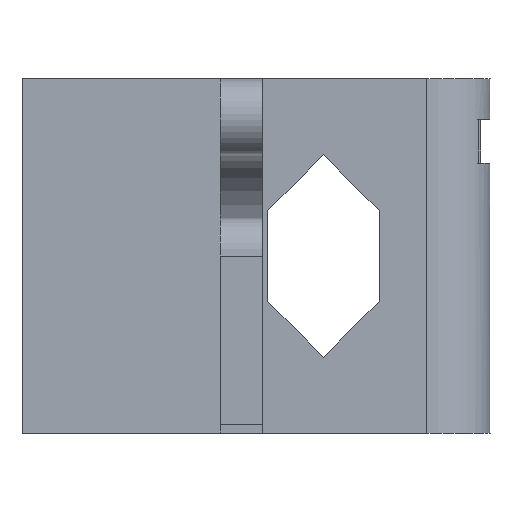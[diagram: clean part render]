
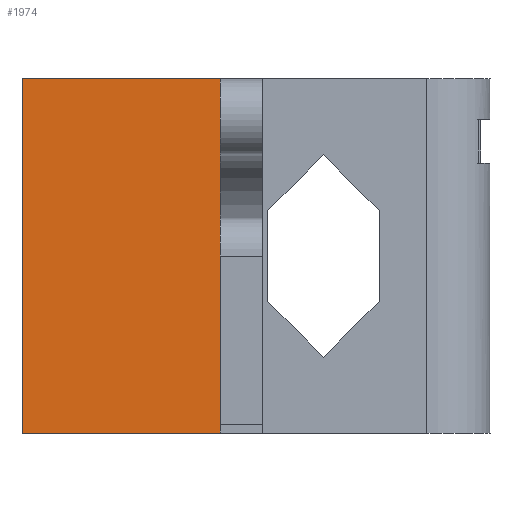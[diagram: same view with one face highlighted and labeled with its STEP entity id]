
A CAD part, front view. The second image highlights one B-rep face of the part: STEP entity #1974.
In plain terms, the highlighted planar face has unit normal (0, -1, 0).
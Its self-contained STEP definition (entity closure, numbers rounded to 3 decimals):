
#55 = PLANE('',#56);
#56 = AXIS2_PLACEMENT_3D('',#57,#58,#59);
#57 = CARTESIAN_POINT('',(-10.7,-8.25,0.));
#58 = DIRECTION('',(-0.,-0.,1.));
#59 = DIRECTION('',(-1.,0.,-0.));
#111 = PLANE('',#112);
#112 = AXIS2_PLACEMENT_3D('',#113,#114,#115);
#113 = CARTESIAN_POINT('',(2.561,-10.803,42.));
#114 = DIRECTION('',(0.,0.,-1.));
#115 = DIRECTION('',(-0.,-1.,0.));
#1844 = PLANE('',#1845);
#1845 = AXIS2_PLACEMENT_3D('',#1846,#1847,#1848);
#1846 = CARTESIAN_POINT('',(-23.5,-8.25,0.));
#1847 = DIRECTION('',(-1.,-0.,-0.));
#1848 = DIRECTION('',(0.,1.,0.));
#1904 = VERTEX_POINT('',#1905);
#1905 = CARTESIAN_POINT('',(-23.5,-11.75,42.));
#1926 = EDGE_CURVE('',#1927,#1904,#1929,.T.);
#1927 = VERTEX_POINT('',#1928);
#1928 = CARTESIAN_POINT('',(-23.5,-11.75,0.));
#1929 = SURFACE_CURVE('',#1930,(#1934,#1941),.PCURVE_S1.);
#1930 = LINE('',#1931,#1932);
#1931 = CARTESIAN_POINT('',(-23.5,-11.75,0.));
#1932 = VECTOR('',#1933,1.);
#1933 = DIRECTION('',(0.,0.,1.));
#1934 = PCURVE('',#1844,#1935);
#1935 = DEFINITIONAL_REPRESENTATION('',(#1936),#1940);
#1936 = LINE('',#1937,#1938);
#1937 = CARTESIAN_POINT('',(-3.5,0.));
#1938 = VECTOR('',#1939,1.);
#1939 = DIRECTION('',(-0.,-1.));
#1940 = ( GEOMETRIC_REPRESENTATION_CONTEXT(2) 
PARAMETRIC_REPRESENTATION_CONTEXT() REPRESENTATION_CONTEXT('2D SPACE',''
  ) );
#1941 = PCURVE('',#1942,#1947);
#1942 = PLANE('',#1943);
#1943 = AXIS2_PLACEMENT_3D('',#1944,#1945,#1946);
#1944 = CARTESIAN_POINT('',(-23.5,-11.75,0.));
#1945 = DIRECTION('',(-0.,-1.,-0.));
#1946 = DIRECTION('',(-1.,0.,0.));
#1947 = DEFINITIONAL_REPRESENTATION('',(#1948),#1952);
#1948 = LINE('',#1949,#1950);
#1949 = CARTESIAN_POINT('',(-0.,-0.));
#1950 = VECTOR('',#1951,1.);
#1951 = DIRECTION('',(-0.,-1.));
#1952 = ( GEOMETRIC_REPRESENTATION_CONTEXT(2) 
PARAMETRIC_REPRESENTATION_CONTEXT() REPRESENTATION_CONTEXT('2D SPACE',''
  ) );
#1974 = ADVANCED_FACE('',(#1975),#1942,.T.);
#1975 = FACE_BOUND('',#1976,.F.);
#1976 = EDGE_LOOP('',(#1977,#1978,#2001,#2029));
#1977 = ORIENTED_EDGE('',*,*,#1926,.T.);
#1978 = ORIENTED_EDGE('',*,*,#1979,.T.);
#1979 = EDGE_CURVE('',#1904,#1980,#1982,.T.);
#1980 = VERTEX_POINT('',#1981);
#1981 = CARTESIAN_POINT('',(0.,-11.75,42.));
#1982 = SURFACE_CURVE('',#1983,(#1987,#1994),.PCURVE_S1.);
#1983 = LINE('',#1984,#1985);
#1984 = CARTESIAN_POINT('',(-23.5,-11.75,42.));
#1985 = VECTOR('',#1986,1.);
#1986 = DIRECTION('',(1.,0.,0.));
#1987 = PCURVE('',#1942,#1988);
#1988 = DEFINITIONAL_REPRESENTATION('',(#1989),#1993);
#1989 = LINE('',#1990,#1991);
#1990 = CARTESIAN_POINT('',(-0.,-42.));
#1991 = VECTOR('',#1992,1.);
#1992 = DIRECTION('',(-1.,-0.));
#1993 = ( GEOMETRIC_REPRESENTATION_CONTEXT(2) 
PARAMETRIC_REPRESENTATION_CONTEXT() REPRESENTATION_CONTEXT('2D SPACE',''
  ) );
#1994 = PCURVE('',#111,#1995);
#1995 = DEFINITIONAL_REPRESENTATION('',(#1996),#2000);
#1996 = LINE('',#1997,#1998);
#1997 = CARTESIAN_POINT('',(0.947,26.061));
#1998 = VECTOR('',#1999,1.);
#1999 = DIRECTION('',(-0.,-1.));
#2000 = ( GEOMETRIC_REPRESENTATION_CONTEXT(2) 
PARAMETRIC_REPRESENTATION_CONTEXT() REPRESENTATION_CONTEXT('2D SPACE',''
  ) );
#2001 = ORIENTED_EDGE('',*,*,#2002,.F.);
#2002 = EDGE_CURVE('',#2003,#1980,#2005,.T.);
#2003 = VERTEX_POINT('',#2004);
#2004 = CARTESIAN_POINT('',(0.,-11.75,0.));
#2005 = SURFACE_CURVE('',#2006,(#2010,#2017),.PCURVE_S1.);
#2006 = LINE('',#2007,#2008);
#2007 = CARTESIAN_POINT('',(0.,-11.75,0.));
#2008 = VECTOR('',#2009,1.);
#2009 = DIRECTION('',(0.,0.,1.));
#2010 = PCURVE('',#1942,#2011);
#2011 = DEFINITIONAL_REPRESENTATION('',(#2012),#2016);
#2012 = LINE('',#2013,#2014);
#2013 = CARTESIAN_POINT('',(-23.5,-0.));
#2014 = VECTOR('',#2015,1.);
#2015 = DIRECTION('',(-0.,-1.));
#2016 = ( GEOMETRIC_REPRESENTATION_CONTEXT(2) 
PARAMETRIC_REPRESENTATION_CONTEXT() REPRESENTATION_CONTEXT('2D SPACE',''
  ) );
#2017 = PCURVE('',#2018,#2023);
#2018 = PLANE('',#2019);
#2019 = AXIS2_PLACEMENT_3D('',#2020,#2021,#2022);
#2020 = CARTESIAN_POINT('',(0.,-11.75,42.));
#2021 = DIRECTION('',(1.,-0.,0.));
#2022 = DIRECTION('',(0.,0.,-1.));
#2023 = DEFINITIONAL_REPRESENTATION('',(#2024),#2028);
#2024 = LINE('',#2025,#2026);
#2025 = CARTESIAN_POINT('',(42.,-0.));
#2026 = VECTOR('',#2027,1.);
#2027 = DIRECTION('',(-1.,0.));
#2028 = ( GEOMETRIC_REPRESENTATION_CONTEXT(2) 
PARAMETRIC_REPRESENTATION_CONTEXT() REPRESENTATION_CONTEXT('2D SPACE',''
  ) );
#2029 = ORIENTED_EDGE('',*,*,#2030,.F.);
#2030 = EDGE_CURVE('',#1927,#2003,#2031,.T.);
#2031 = SURFACE_CURVE('',#2032,(#2036,#2043),.PCURVE_S1.);
#2032 = LINE('',#2033,#2034);
#2033 = CARTESIAN_POINT('',(-23.5,-11.75,0.));
#2034 = VECTOR('',#2035,1.);
#2035 = DIRECTION('',(1.,0.,0.));
#2036 = PCURVE('',#1942,#2037);
#2037 = DEFINITIONAL_REPRESENTATION('',(#2038),#2042);
#2038 = LINE('',#2039,#2040);
#2039 = CARTESIAN_POINT('',(-0.,-0.));
#2040 = VECTOR('',#2041,1.);
#2041 = DIRECTION('',(-1.,-0.));
#2042 = ( GEOMETRIC_REPRESENTATION_CONTEXT(2) 
PARAMETRIC_REPRESENTATION_CONTEXT() REPRESENTATION_CONTEXT('2D SPACE',''
  ) );
#2043 = PCURVE('',#55,#2044);
#2044 = DEFINITIONAL_REPRESENTATION('',(#2045),#2049);
#2045 = LINE('',#2046,#2047);
#2046 = CARTESIAN_POINT('',(12.8,3.5));
#2047 = VECTOR('',#2048,1.);
#2048 = DIRECTION('',(-1.,0.));
#2049 = ( GEOMETRIC_REPRESENTATION_CONTEXT(2) 
PARAMETRIC_REPRESENTATION_CONTEXT() REPRESENTATION_CONTEXT('2D SPACE',''
  ) );
